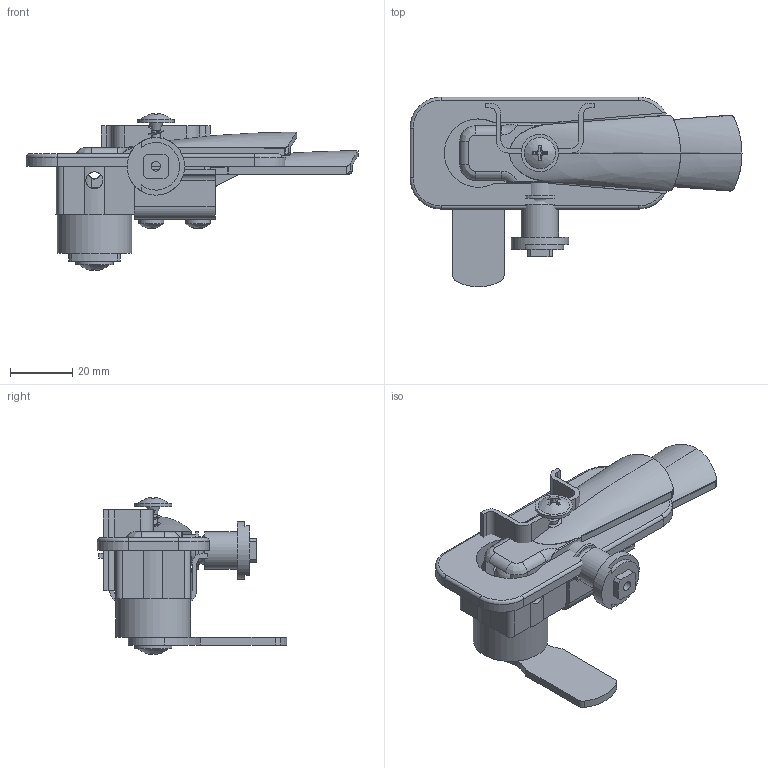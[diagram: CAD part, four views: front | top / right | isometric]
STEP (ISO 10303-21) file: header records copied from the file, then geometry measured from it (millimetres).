
FILE_DESCRIPTION( ( 'STEP AP203' ), '1' );
FILE_NAME( ' ', ' ', ( ' ' ), ( ' ' ), 'PSStep 10.0', ' ', ' ' );
FILE_SCHEMA( ( 'CONFIG_CONTROL_DESIGN' ) );
Length unit declared in the file: millimetre
Products named in the file (8): Assem1; 1; 2; 3; 4; 5; 6; 7
Bounding box: 106.75 x 60.96 x 50.5 mm (x, y, z)
Volume: 62633.2 mm3; surface area: 51860.2 mm2
Topology: 15 solids, 15 shells, 736 faces, 2418 edges, 1726 vertices
Faces by surface type: plane 341, cylinder 238, bspline 90, torus 34, extrusion 16, cone 12, sphere 5
Full cylindrical faces by diameter (mm): 3.06 x2, 3.5 x4, 4 x2, 4.2 x4, 5 x4, 5.5 x4, 8 x3, 10 x2, 12 x6, 16 x2, 18.5 x2, 19 x2, 24 x2
Entity records: 18887 total; most frequent: CARTESIAN_POINT 9467, ORIENTED_EDGE 2118, DIRECTION 1570, EDGE_CURVE 1059, VERTEX_POINT 762, AXIS2_PLACEMENT_3D 562, VECTOR 446, LINE 438
